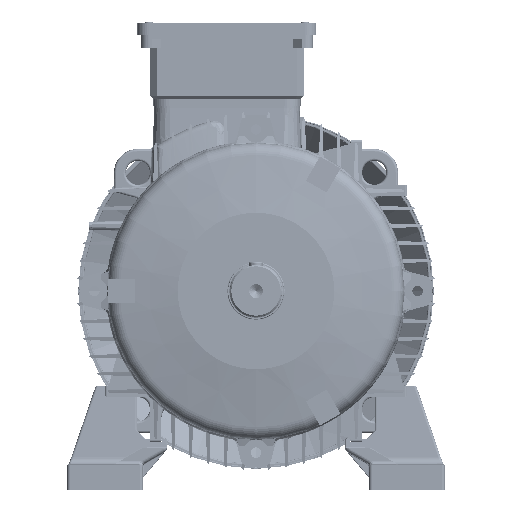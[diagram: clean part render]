
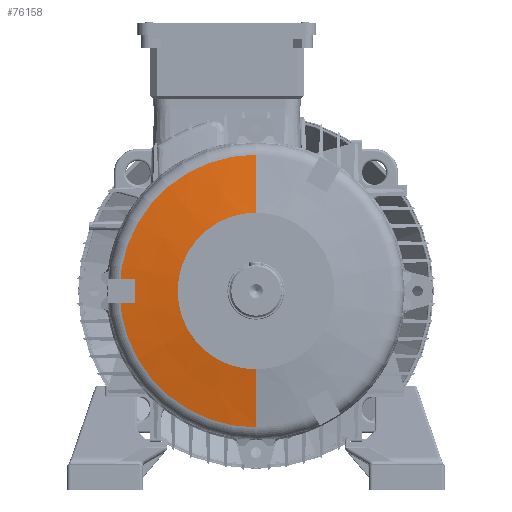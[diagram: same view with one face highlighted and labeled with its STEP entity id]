
A CAD part, left-side view. The second image highlights one B-rep face of the part: STEP entity #76158.
In plain terms, the highlighted conical face has half-angle 81 degrees and reference radius 171.316 mm.
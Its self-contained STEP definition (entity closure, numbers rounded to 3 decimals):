
#29698 = EDGE_CURVE ( 'NONE', #71445, #209895, #49080, .T. ) ;
#32396 = EDGE_LOOP ( 'NONE', ( #143790, #223482, #118625, #162632 ) ) ;
#36139 = VERTEX_POINT ( 'NONE', #209806 ) ;
#43893 = EDGE_CURVE ( 'NONE', #78077, #36139, #133220, .T. ) ;
#47792 = DIRECTION ( 'NONE',  ( 0.156, 0., 0.988 ) ) ;
#49080 = LINE ( 'NONE', #126605, #233442 ) ;
#52303 = DIRECTION ( 'NONE',  ( 0., 0., 1. ) ) ;
#63259 = CIRCLE ( 'NONE', #193291, 171.316 ) ;
#71445 = VERTEX_POINT ( 'NONE', #120548 ) ;
#74784 = DIRECTION ( 'NONE',  ( 0., 0., 1. ) ) ;
#76158 = ADVANCED_FACE ( 'NONE', ( #184431 ), #152648, .T. ) ;
#78077 = VERTEX_POINT ( 'NONE', #160999 ) ;
#84518 = DIRECTION ( 'NONE',  ( -1., 0., 0. ) ) ;
#90138 = DIRECTION ( 'NONE',  ( 0.156, 0., -0.988 ) ) ;
#118625 = ORIENTED_EDGE ( 'NONE', *, *, #157873, .T. ) ;
#120548 = CARTESIAN_POINT ( 'NONE',  ( 17., 0., 98.5 ) ) ;
#126605 = CARTESIAN_POINT ( 'NONE',  ( 28.533, 0., 171.316 ) ) ;
#133220 = LINE ( 'NONE', #210846, #164129 ) ;
#143790 = ORIENTED_EDGE ( 'NONE', *, *, #164468, .F. ) ;
#152648 = CONICAL_SURFACE ( 'NONE', #185235, 171.316, 1.414 ) ;
#157873 = EDGE_CURVE ( 'NONE', #209895, #36139, #63259, .T. ) ;
#160832 = CARTESIAN_POINT ( 'NONE',  ( 17., 0., 0. ) ) ;
#160999 = CARTESIAN_POINT ( 'NONE',  ( 17., 0., -98.5 ) ) ;
#162632 = ORIENTED_EDGE ( 'NONE', *, *, #43893, .F. ) ;
#164129 = VECTOR ( 'NONE', #90138, 1000. ) ;
#164468 = EDGE_CURVE ( 'NONE', #71445, #78077, #250780, .T. ) ;
#165306 = DIRECTION ( 'NONE',  ( 0., 0., -1. ) ) ;
#173589 = AXIS2_PLACEMENT_3D ( 'NONE', #160832, #84518, #52303 ) ;
#175164 = CARTESIAN_POINT ( 'NONE',  ( 28.533, 0., 0. ) ) ;
#184431 = FACE_OUTER_BOUND ( 'NONE', #32396, .T. ) ;
#185235 = AXIS2_PLACEMENT_3D ( 'NONE', #185669, #226304, #165306 ) ;
#185669 = CARTESIAN_POINT ( 'NONE',  ( 28.533, 0., 0. ) ) ;
#190516 = DIRECTION ( 'NONE',  ( -1., 0., 0. ) ) ;
#193291 = AXIS2_PLACEMENT_3D ( 'NONE', #175164, #190516, #74784 ) ;
#195431 = CARTESIAN_POINT ( 'NONE',  ( 28.533, 0., 171.316 ) ) ;
#209806 = CARTESIAN_POINT ( 'NONE',  ( 28.533, 0., -171.316 ) ) ;
#209895 = VERTEX_POINT ( 'NONE', #195431 ) ;
#210846 = CARTESIAN_POINT ( 'NONE',  ( 28.533, 0., -171.316 ) ) ;
#223482 = ORIENTED_EDGE ( 'NONE', *, *, #29698, .T. ) ;
#226304 = DIRECTION ( 'NONE',  ( 1., 0., 0. ) ) ;
#233442 = VECTOR ( 'NONE', #47792, 1000. ) ;
#250780 = CIRCLE ( 'NONE', #173589, 98.5 ) ;
